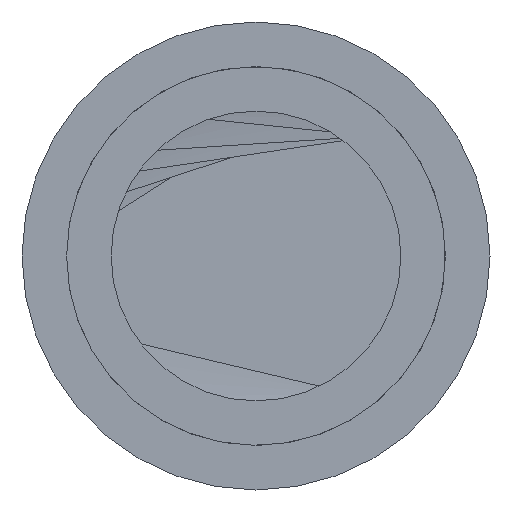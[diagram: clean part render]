
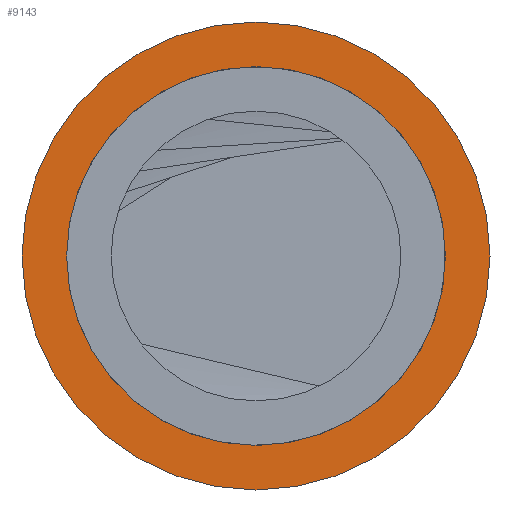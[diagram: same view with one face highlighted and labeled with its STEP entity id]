
A CAD part, front view. The second image highlights one B-rep face of the part: STEP entity #9143.
In plain terms, the highlighted planar face has unit normal (0, -1, 0).
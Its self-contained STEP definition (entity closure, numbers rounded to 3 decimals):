
#423=FACE_BOUND('',#1272,.T.);
#452=PLANE('',#9675);
#760=FACE_OUTER_BOUND('',#1271,.T.);
#1271=EDGE_LOOP('',(#6190));
#1272=EDGE_LOOP('',(#6191));
#3377=CIRCLE('',#9669,17.);
#3380=CIRCLE('',#9673,21.);
#3777=VERTEX_POINT('',#12808);
#3780=VERTEX_POINT('',#12816);
#4739=EDGE_CURVE('',#3777,#3777,#3377,.T.);
#4743=EDGE_CURVE('',#3780,#3780,#3380,.T.);
#6190=ORIENTED_EDGE('',*,*,#4743,.T.);
#6191=ORIENTED_EDGE('',*,*,#4739,.T.);
#9143=ADVANCED_FACE('',(#760,#423),#452,.T.);
#9669=AXIS2_PLACEMENT_3D('',#12809,#10457,#10458);
#9673=AXIS2_PLACEMENT_3D('',#12817,#10466,#10467);
#9675=AXIS2_PLACEMENT_3D('',#12821,#10471,#10472);
#10457=DIRECTION('center_axis',(0.,1.,0.));
#10458=DIRECTION('ref_axis',(1.,0.,0.));
#10466=DIRECTION('center_axis',(0.,-1.,0.));
#10467=DIRECTION('ref_axis',(1.,0.,0.));
#10471=DIRECTION('center_axis',(0.,-1.,0.));
#10472=DIRECTION('ref_axis',(1.,0.,0.));
#12808=CARTESIAN_POINT('',(-17.,-2.5,0.));
#12809=CARTESIAN_POINT('Origin',(0.,-2.5,0.));
#12816=CARTESIAN_POINT('',(-21.,-2.5,0.));
#12817=CARTESIAN_POINT('Origin',(0.,-2.5,0.));
#12821=CARTESIAN_POINT('Origin',(0.,-2.5,0.));
